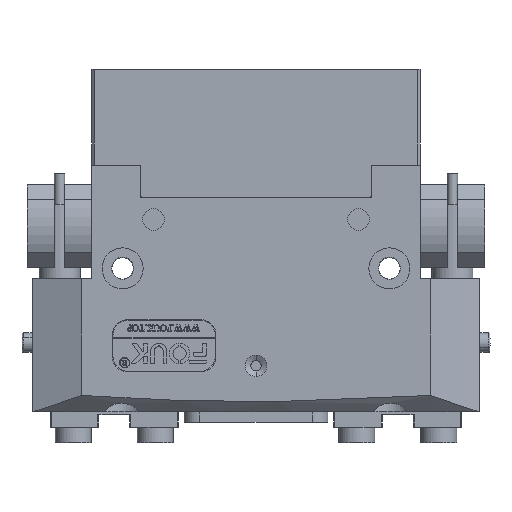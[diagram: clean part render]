
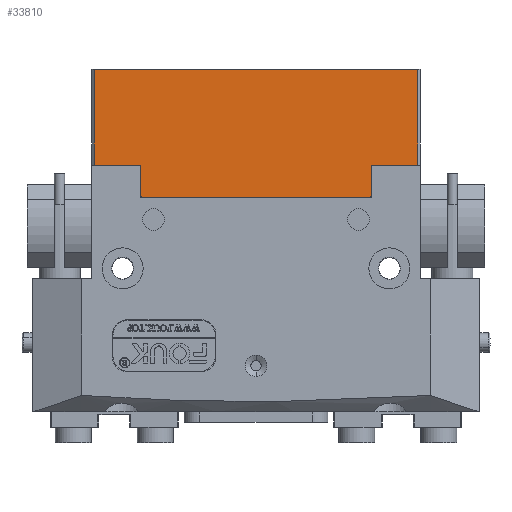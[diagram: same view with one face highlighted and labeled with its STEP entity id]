
A CAD part, front view. The second image highlights one B-rep face of the part: STEP entity #33810.
In plain terms, the highlighted face is planar.
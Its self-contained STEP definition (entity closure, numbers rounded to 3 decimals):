
#430 = ORIENTED_EDGE ( 'NONE', *, *, #18356, .T. ) ;
#468 = EDGE_LOOP ( 'NONE', ( #430, #23392, #12574, #31491, #6707, #15078, #32409, #15570, #31666, #12616 ) ) ;
#2218 = DIRECTION ( 'NONE',  ( 0., 0., 1. ) ) ;
#3579 = DIRECTION ( 'NONE',  ( 0., -1., 0. ) ) ;
#4038 = DIRECTION ( 'NONE',  ( 0., -1., 0. ) ) ;
#4718 = PLANE ( 'NONE',  #19763 ) ;
#5103 = CARTESIAN_POINT ( 'NONE',  ( -10.9, -2.85, -44.5 ) ) ;
#5764 = VECTOR ( 'NONE', #33039, 1000. ) ;
#6146 = CARTESIAN_POINT ( 'NONE',  ( -10.9, -2.85, -76. ) ) ;
#6432 = CARTESIAN_POINT ( 'NONE',  ( -10.9, 3.05, -67. ) ) ;
#6707 = ORIENTED_EDGE ( 'NONE', *, *, #9360, .T. ) ;
#7384 = LINE ( 'NONE', #15145, #24167 ) ;
#7874 = DIRECTION ( 'NONE',  ( 0., 1., 0. ) ) ;
#9360 = EDGE_CURVE ( 'NONE', #27203, #28311, #11320, .T. ) ;
#9930 = DIRECTION ( 'NONE',  ( 0., 0., -1. ) ) ;
#10042 = CARTESIAN_POINT ( 'NONE',  ( -10.9, 3.45, -22.4 ) ) ;
#11320 = LINE ( 'NONE', #35079, #20609 ) ;
#11645 = CARTESIAN_POINT ( 'NONE',  ( -10.9, -2.85, -67. ) ) ;
#12423 = LINE ( 'NONE', #36286, #34439 ) ;
#12574 = ORIENTED_EDGE ( 'NONE', *, *, #30393, .T. ) ;
#12616 = ORIENTED_EDGE ( 'NONE', *, *, #38573, .T. ) ;
#13000 = DIRECTION ( 'NONE',  ( 0., 0., 1. ) ) ;
#13589 = VERTEX_POINT ( 'NONE', #16647 ) ;
#13593 = LINE ( 'NONE', #30013, #14036 ) ;
#14036 = VECTOR ( 'NONE', #18341, 1000. ) ;
#14218 = LINE ( 'NONE', #29263, #16067 ) ;
#15078 = ORIENTED_EDGE ( 'NONE', *, *, #18861, .T. ) ;
#15145 = CARTESIAN_POINT ( 'NONE',  ( -10.9, -2.85, -22. ) ) ;
#15394 = EDGE_CURVE ( 'NONE', #26590, #31816, #12423, .T. ) ;
#15570 = ORIENTED_EDGE ( 'NONE', *, *, #25994, .T. ) ;
#15949 = DIRECTION ( 'NONE',  ( 0., 0., -1. ) ) ;
#16067 = VECTOR ( 'NONE', #32173, 1000. ) ;
#16412 = LINE ( 'NONE', #6146, #22469 ) ;
#16647 = CARTESIAN_POINT ( 'NONE',  ( -10.9, -21.55, -13. ) ) ;
#18112 = VERTEX_POINT ( 'NONE', #35907 ) ;
#18341 = DIRECTION ( 'NONE',  ( 0., 0.707, -0.707 ) ) ;
#18356 = EDGE_CURVE ( 'NONE', #26720, #30145, #16412, .T. ) ;
#18861 = EDGE_CURVE ( 'NONE', #28311, #28605, #13593, .T. ) ;
#19763 = AXIS2_PLACEMENT_3D ( 'NONE', #5103, #31783, #2218 ) ;
#20609 = VECTOR ( 'NONE', #7874, 1000. ) ;
#21454 = FACE_OUTER_BOUND ( 'NONE', #468, .T. ) ;
#22140 = EDGE_CURVE ( 'NONE', #28863, #27203, #7384, .T. ) ;
#22469 = VECTOR ( 'NONE', #4038, 1000. ) ;
#23392 = ORIENTED_EDGE ( 'NONE', *, *, #29135, .T. ) ;
#24167 = VECTOR ( 'NONE', #27151, 1000. ) ;
#24344 = CARTESIAN_POINT ( 'NONE',  ( -10.9, 3.05, -67. ) ) ;
#24560 = CARTESIAN_POINT ( 'NONE',  ( -10.9, -21.55, -76. ) ) ;
#24774 = CARTESIAN_POINT ( 'NONE',  ( -10.9, -2.85, -76.5 ) ) ;
#25994 = EDGE_CURVE ( 'NONE', #18112, #26590, #35352, .T. ) ;
#26055 = CARTESIAN_POINT ( 'NONE',  ( -10.9, -2.85, -13. ) ) ;
#26590 = VERTEX_POINT ( 'NONE', #6432 ) ;
#26686 = LINE ( 'NONE', #24774, #31437 ) ;
#26720 = VERTEX_POINT ( 'NONE', #32309 ) ;
#27151 = DIRECTION ( 'NONE',  ( 0., 0., -1. ) ) ;
#27203 = VERTEX_POINT ( 'NONE', #29351 ) ;
#27336 = CARTESIAN_POINT ( 'NONE',  ( -10.9, -21.55, -12.5 ) ) ;
#28311 = VERTEX_POINT ( 'NONE', #35071 ) ;
#28605 = VERTEX_POINT ( 'NONE', #10042 ) ;
#28863 = VERTEX_POINT ( 'NONE', #26055 ) ;
#29135 = EDGE_CURVE ( 'NONE', #30145, #13589, #37274, .T. ) ;
#29181 = LINE ( 'NONE', #36700, #38628 ) ;
#29263 = CARTESIAN_POINT ( 'NONE',  ( -10.9, -2.85, -13. ) ) ;
#29351 = CARTESIAN_POINT ( 'NONE',  ( -10.9, -2.85, -22. ) ) ;
#30013 = CARTESIAN_POINT ( 'NONE',  ( -10.9, 3.45, -22.4 ) ) ;
#30145 = VERTEX_POINT ( 'NONE', #24560 ) ;
#30393 = EDGE_CURVE ( 'NONE', #13589, #28863, #14218, .T. ) ;
#31437 = VECTOR ( 'NONE', #9930, 1000. ) ;
#31491 = ORIENTED_EDGE ( 'NONE', *, *, #22140, .T. ) ;
#31666 = ORIENTED_EDGE ( 'NONE', *, *, #15394, .T. ) ;
#31783 = DIRECTION ( 'NONE',  ( 1., 0., 0. ) ) ;
#31816 = VERTEX_POINT ( 'NONE', #11645 ) ;
#32173 = DIRECTION ( 'NONE',  ( 0., 1., 0. ) ) ;
#32309 = CARTESIAN_POINT ( 'NONE',  ( -10.9, -2.85, -76. ) ) ;
#32409 = ORIENTED_EDGE ( 'NONE', *, *, #35574, .T. ) ;
#33039 = DIRECTION ( 'NONE',  ( 0., -0.707, -0.707 ) ) ;
#33810 = ADVANCED_FACE ( 'NONE', ( #21454 ), #4718, .F. ) ;
#34439 = VECTOR ( 'NONE', #3579, 1000. ) ;
#35071 = CARTESIAN_POINT ( 'NONE',  ( -10.9, 3.05, -22. ) ) ;
#35079 = CARTESIAN_POINT ( 'NONE',  ( -10.9, 3.45, -22. ) ) ;
#35352 = LINE ( 'NONE', #24344, #5764 ) ;
#35574 = EDGE_CURVE ( 'NONE', #28605, #18112, #29181, .T. ) ;
#35907 = CARTESIAN_POINT ( 'NONE',  ( -10.9, 3.45, -66.6 ) ) ;
#36286 = CARTESIAN_POINT ( 'NONE',  ( -10.9, -2.85, -67. ) ) ;
#36700 = CARTESIAN_POINT ( 'NONE',  ( -10.9, 3.45, -67. ) ) ;
#36830 = VECTOR ( 'NONE', #13000, 1000. ) ;
#37274 = LINE ( 'NONE', #27336, #36830 ) ;
#38573 = EDGE_CURVE ( 'NONE', #31816, #26720, #26686, .T. ) ;
#38628 = VECTOR ( 'NONE', #15949, 1000. ) ;
